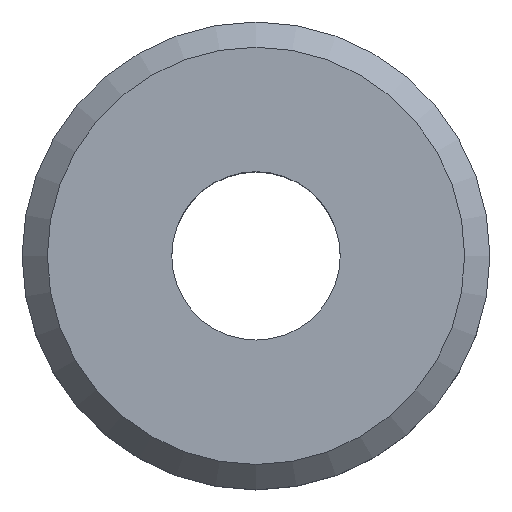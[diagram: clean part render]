
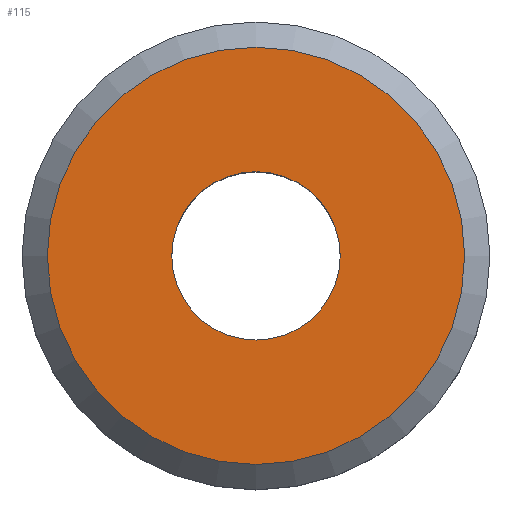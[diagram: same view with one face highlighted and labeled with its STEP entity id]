
A CAD part, top view. The second image highlights one B-rep face of the part: STEP entity #115.
In plain terms, the highlighted planar face has unit normal (0, 0, 1).
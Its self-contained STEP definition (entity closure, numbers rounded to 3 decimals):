
#16=FACE_BOUND('',#39,.T.);
#19=PLANE('',#144);
#29=FACE_OUTER_BOUND('',#38,.T.);
#38=EDGE_LOOP('',(#100));
#39=EDGE_LOOP('',(#101));
#57=CIRCLE('',#140,2.478);
#60=CIRCLE('',#145,1.);
#65=VERTEX_POINT('',#202);
#68=VERTEX_POINT('',#212);
#75=EDGE_CURVE('',#65,#65,#57,.T.);
#80=EDGE_CURVE('',#68,#68,#60,.T.);
#100=ORIENTED_EDGE('',*,*,#75,.F.);
#101=ORIENTED_EDGE('',*,*,#80,.T.);
#115=ADVANCED_FACE('',(#29,#16),#19,.T.);
#140=AXIS2_PLACEMENT_3D('',#203,#168,#169);
#144=AXIS2_PLACEMENT_3D('',#211,#178,#179);
#145=AXIS2_PLACEMENT_3D('',#213,#180,#181);
#168=DIRECTION('center_axis',(0.,0.,-1.));
#169=DIRECTION('ref_axis',(1.,0.,0.));
#178=DIRECTION('center_axis',(0.,0.,1.));
#179=DIRECTION('ref_axis',(1.,0.,0.));
#180=DIRECTION('center_axis',(0.,0.,-1.));
#181=DIRECTION('ref_axis',(1.,0.,0.));
#202=CARTESIAN_POINT('',(-2.478,0.,1.5));
#203=CARTESIAN_POINT('Origin',(0.,0.,1.5));
#211=CARTESIAN_POINT('Origin',(-3.341,1.609,1.5));
#212=CARTESIAN_POINT('',(-1.,0.,1.5));
#213=CARTESIAN_POINT('Origin',(0.,0.,1.5));
